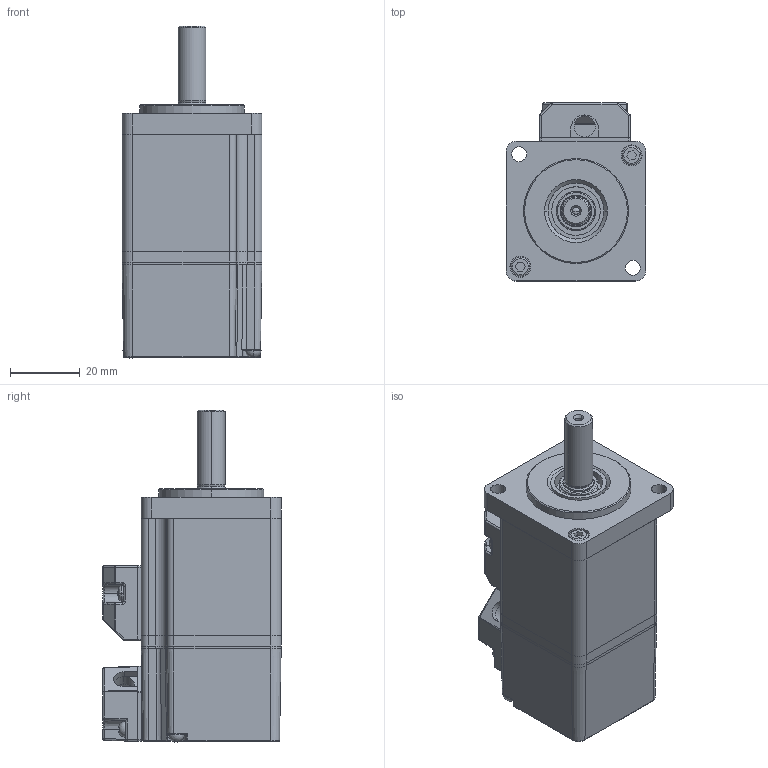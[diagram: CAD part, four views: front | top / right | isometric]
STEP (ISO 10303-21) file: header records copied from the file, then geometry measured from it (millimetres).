
FILE_DESCRIPTION (( 'STEP AP214' ), '1' );
FILE_NAME ('AC52163A1_FRE01052F002.STEP', '2020-12-01T09:35:23', ( '' ), ( '' ), 'SwSTEP 2.0', 'SolidWorks 2015', '' );
FILE_SCHEMA (( 'AUTOMOTIVE_DESIGN' ));
Length unit declared in the file: millimetre
Products named in the file (1): AC52163A1_FRE01052F002
Bounding box: 40 x 51 x 94.95 mm (x, y, z)
Surface area: 23253.7 mm2 (no closed solid volume)
Topology: 0 solids, 22 shells, 500 faces, 1521 edges, 1015 vertices
Faces by surface type: plane 211, cylinder 162, sphere 42, cone 36, torus 35, bspline 14
Entity records: 23708 total; most frequent: CARTESIAN_POINT 4558, DIRECTION 3037, ORIENTED_EDGE 2596, EDGE_CURVE 1479, AXIS2_PLACEMENT_3D 1153, VERTEX_POINT 1005, LINE 731, VECTOR 731
